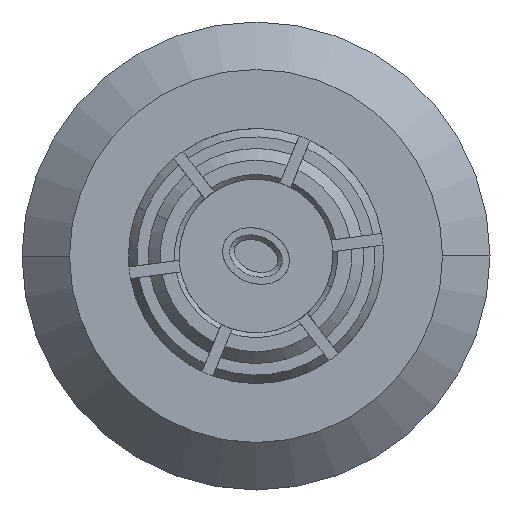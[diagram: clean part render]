
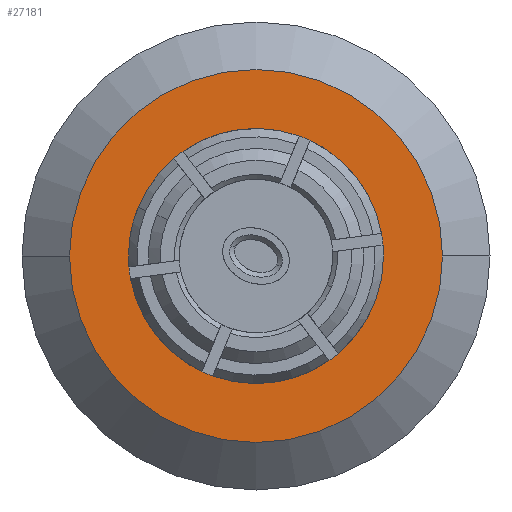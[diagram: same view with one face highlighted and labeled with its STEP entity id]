
A CAD part, left-side view. The second image highlights one B-rep face of the part: STEP entity #27181.
In plain terms, the highlighted planar face has unit normal (-1, 0, 0).
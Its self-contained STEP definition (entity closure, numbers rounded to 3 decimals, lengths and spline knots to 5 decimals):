
#410 = AXIS2_PLACEMENT_3D ( 'NONE', #32640, #38349, #54485 ) ;
#1942 = ORIENTED_EDGE ( 'NONE', *, *, #16865, .F. ) ;
#3166 = ORIENTED_EDGE ( 'NONE', *, *, #35136, .F. ) ;
#4553 = DIRECTION ( 'NONE',  ( 1., 0., 0. ) ) ;
#4708 = ORIENTED_EDGE ( 'NONE', *, *, #57278, .T. ) ;
#6395 = CARTESIAN_POINT ( 'NONE',  ( 0.09809, 0., 0. ) ) ;
#6682 = VERTEX_POINT ( 'NONE', #62919 ) ;
#7544 = EDGE_LOOP ( 'NONE', ( #62207, #4708 ) ) ;
#11286 = FACE_OUTER_BOUND ( 'NONE', #68542, .T. ) ;
#11609 = CIRCLE ( 'NONE', #41173, 0.07893 ) ;
#11730 = DIRECTION ( 'NONE',  ( 0., -1., 0. ) ) ;
#16852 = CIRCLE ( 'NONE', #58269, 0.05397 ) ;
#16865 = EDGE_CURVE ( 'NONE', #66521, #40483, #66450, .T. ) ;
#18892 = AXIS2_PLACEMENT_3D ( 'NONE', #44313, #33001, #11730 ) ;
#20887 = CARTESIAN_POINT ( 'NONE',  ( 0.09809, 0., 0. ) ) ;
#21216 = CIRCLE ( 'NONE', #18892, 0.05397 ) ;
#22926 = CARTESIAN_POINT ( 'NONE',  ( 0.09809, 0., 0. ) ) ;
#22949 = DIRECTION ( 'NONE',  ( 1., 0., 0. ) ) ;
#23151 = DIRECTION ( 'NONE',  ( 0., -1., 0. ) ) ;
#27181 = ADVANCED_FACE ( 'NONE', ( #48390, #11286 ), #60508, .T. ) ;
#28308 = DIRECTION ( 'NONE',  ( -1., 0., 0. ) ) ;
#32640 = CARTESIAN_POINT ( 'NONE',  ( 0.09809, 0., 0. ) ) ;
#33001 = DIRECTION ( 'NONE',  ( 1., 0., 0. ) ) ;
#35136 = EDGE_CURVE ( 'NONE', #40483, #66521, #11609, .T. ) ;
#36939 = DIRECTION ( 'NONE',  ( 0., 1., 0. ) ) ;
#38349 = DIRECTION ( 'NONE',  ( 1., 0., 0. ) ) ;
#40483 = VERTEX_POINT ( 'NONE', #66289 ) ;
#41173 = AXIS2_PLACEMENT_3D ( 'NONE', #20887, #4553, #36939 ) ;
#44313 = CARTESIAN_POINT ( 'NONE',  ( 0.09809, 0., 0. ) ) ;
#46603 = EDGE_CURVE ( 'NONE', #66534, #6682, #16852, .T. ) ;
#48390 = FACE_BOUND ( 'NONE', #7544, .T. ) ;
#49774 = DIRECTION ( 'NONE',  ( 0., -1., 0. ) ) ;
#52327 = AXIS2_PLACEMENT_3D ( 'NONE', #22926, #28308, #23151 ) ;
#53119 = CARTESIAN_POINT ( 'NONE',  ( 0.09809, -0.05397, 0. ) ) ;
#54485 = DIRECTION ( 'NONE',  ( 0., 1., 0. ) ) ;
#57278 = EDGE_CURVE ( 'NONE', #6682, #66534, #21216, .T. ) ;
#58269 = AXIS2_PLACEMENT_3D ( 'NONE', #6395, #22949, #49774 ) ;
#59215 = CARTESIAN_POINT ( 'NONE',  ( 0.09809, 0.07893, 0. ) ) ;
#60508 = PLANE ( 'NONE',  #52327 ) ;
#62207 = ORIENTED_EDGE ( 'NONE', *, *, #46603, .T. ) ;
#62919 = CARTESIAN_POINT ( 'NONE',  ( 0.09809, 0.05397, 0. ) ) ;
#66289 = CARTESIAN_POINT ( 'NONE',  ( 0.09809, -0.07893, 0. ) ) ;
#66450 = CIRCLE ( 'NONE', #410, 0.07893 ) ;
#66521 = VERTEX_POINT ( 'NONE', #59215 ) ;
#66534 = VERTEX_POINT ( 'NONE', #53119 ) ;
#68542 = EDGE_LOOP ( 'NONE', ( #1942, #3166 ) ) ;
